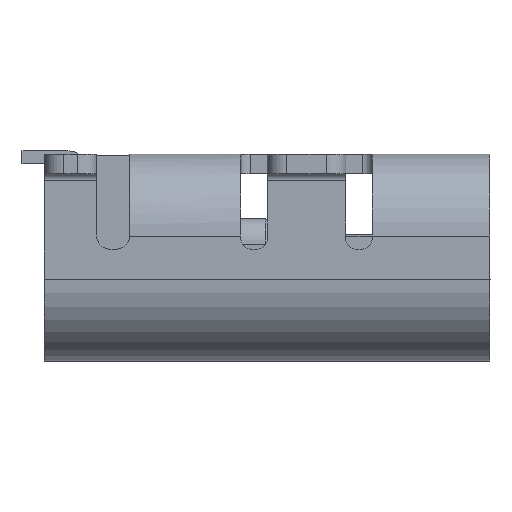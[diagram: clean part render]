
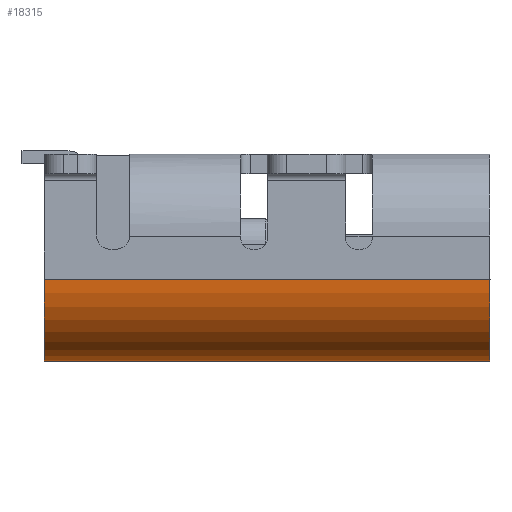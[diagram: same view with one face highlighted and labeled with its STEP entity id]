
A CAD part, front view. The second image highlights one B-rep face of the part: STEP entity #18315.
In plain terms, the highlighted cylindrical face has radius 1.25 mm (diameter 2.5 mm), a partial arc.
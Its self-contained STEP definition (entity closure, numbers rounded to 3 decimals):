
#378 = EDGE_CURVE ( 'NONE', #6848, #763, #11787, .T. ) ;
#763 = VERTEX_POINT ( 'NONE', #19579 ) ;
#1380 = CYLINDRICAL_SURFACE ( 'NONE', #5214, 1.25 ) ;
#2315 = EDGE_LOOP ( 'NONE', ( #14746, #5713, #19900, #8109 ) ) ;
#2728 = EDGE_CURVE ( 'NONE', #7406, #6848, #13558, .T. ) ;
#3322 = DIRECTION ( 'NONE',  ( 0., -1., 0. ) ) ;
#3675 = CARTESIAN_POINT ( 'NONE',  ( 5.5, 15.53, -0.53 ) ) ;
#3834 = DIRECTION ( 'NONE',  ( 0., -1., 0. ) ) ;
#3939 = EDGE_CURVE ( 'NONE', #19664, #7406, #13540, .T. ) ;
#4729 = CARTESIAN_POINT ( 'NONE',  ( 5.5, 16.78, -1.78 ) ) ;
#5214 = AXIS2_PLACEMENT_3D ( 'NONE', #18087, #11947, #7524 ) ;
#5638 = CARTESIAN_POINT ( 'NONE',  ( 5.4, 15.53, -0.53 ) ) ;
#5713 = ORIENTED_EDGE ( 'NONE', *, *, #378, .F. ) ;
#6848 = VERTEX_POINT ( 'NONE', #10182 ) ;
#7061 = CARTESIAN_POINT ( 'NONE',  ( 5.5, 16.78, -0.53 ) ) ;
#7406 = VERTEX_POINT ( 'NONE', #4729 ) ;
#7524 = DIRECTION ( 'NONE',  ( 0., -1., 0. ) ) ;
#8109 = ORIENTED_EDGE ( 'NONE', *, *, #3939, .F. ) ;
#8741 = DIRECTION ( 'NONE',  ( -1., 0., 0. ) ) ;
#9016 = FACE_OUTER_BOUND ( 'NONE', #2315, .T. ) ;
#9056 = CARTESIAN_POINT ( 'NONE',  ( -1.3, 16.78, -0.53 ) ) ;
#9700 = VECTOR ( 'NONE', #12362, 1000. ) ;
#10182 = CARTESIAN_POINT ( 'NONE',  ( -1.3, 16.78, -1.78 ) ) ;
#11464 = AXIS2_PLACEMENT_3D ( 'NONE', #9056, #12669, #3322 ) ;
#11787 = CIRCLE ( 'NONE', #11464, 1.25 ) ;
#11947 = DIRECTION ( 'NONE',  ( 1., 0., 0. ) ) ;
#12362 = DIRECTION ( 'NONE',  ( 1., 0., 0. ) ) ;
#12669 = DIRECTION ( 'NONE',  ( -1., 0., 0. ) ) ;
#12809 = VECTOR ( 'NONE', #8741, 1000. ) ;
#13540 = CIRCLE ( 'NONE', #16715, 1.25 ) ;
#13558 = LINE ( 'NONE', #14881, #12809 ) ;
#14746 = ORIENTED_EDGE ( 'NONE', *, *, #17909, .F. ) ;
#14881 = CARTESIAN_POINT ( 'NONE',  ( -1.3, 16.78, -1.78 ) ) ;
#16308 = DIRECTION ( 'NONE',  ( 1., 0., 0. ) ) ;
#16715 = AXIS2_PLACEMENT_3D ( 'NONE', #7061, #16308, #3834 ) ;
#17909 = EDGE_CURVE ( 'NONE', #763, #19664, #19423, .T. ) ;
#18087 = CARTESIAN_POINT ( 'NONE',  ( -6056936.491, 16.78, -0.53 ) ) ;
#18315 = ADVANCED_FACE ( 'NONE', ( #9016 ), #1380, .T. ) ;
#19423 = LINE ( 'NONE', #5638, #9700 ) ;
#19579 = CARTESIAN_POINT ( 'NONE',  ( -1.3, 15.53, -0.53 ) ) ;
#19664 = VERTEX_POINT ( 'NONE', #3675 ) ;
#19900 = ORIENTED_EDGE ( 'NONE', *, *, #2728, .F. ) ;
